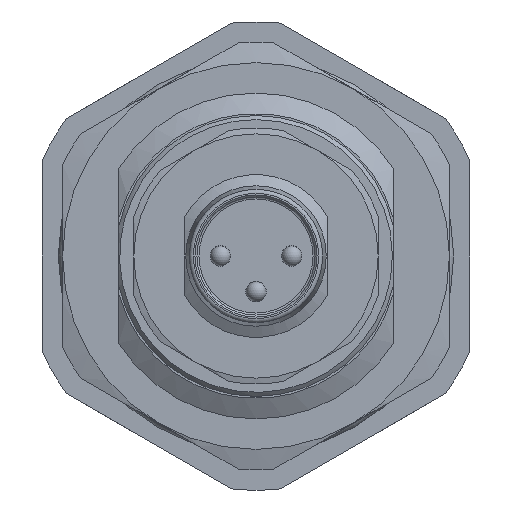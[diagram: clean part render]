
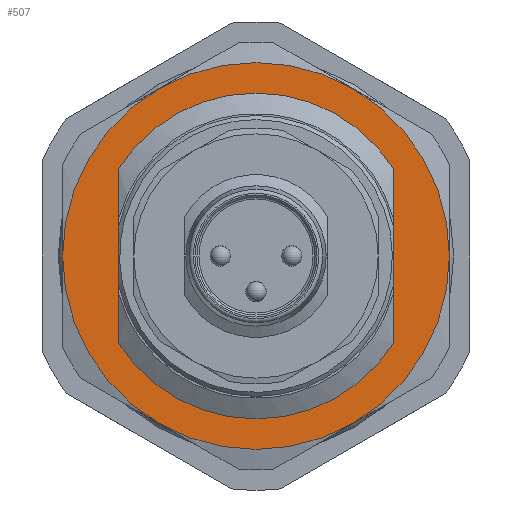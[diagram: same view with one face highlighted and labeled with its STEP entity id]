
A CAD part, left-side view. The second image highlights one B-rep face of the part: STEP entity #507.
In plain terms, the highlighted planar face has unit normal (-1, 0, 0).
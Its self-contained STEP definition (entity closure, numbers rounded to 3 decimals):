
#507=ADVANCED_FACE('',(#943,#944),#629,.T.);
#629=PLANE('',#2906);
#702=LINE('',#4866,#811);
#703=LINE('',#4871,#812);
#811=VECTOR('',#3462,1.);
#812=VECTOR('',#3465,1.);
#943=FACE_BOUND('',#1131,.T.);
#944=FACE_BOUND('',#1132,.T.);
#1131=EDGE_LOOP('',(#1618,#1619,#1620,#1621,#1622,#1623));
#1132=EDGE_LOOP('',(#1624,#1625,#1626,#1627));
#1618=ORIENTED_EDGE('',*,*,#2410,.T.);
#1619=ORIENTED_EDGE('',*,*,#2411,.T.);
#1620=ORIENTED_EDGE('',*,*,#2412,.T.);
#1621=ORIENTED_EDGE('',*,*,#2413,.T.);
#1622=ORIENTED_EDGE('',*,*,#2414,.T.);
#1623=ORIENTED_EDGE('',*,*,#2415,.T.);
#1624=ORIENTED_EDGE('',*,*,#2416,.F.);
#1625=ORIENTED_EDGE('',*,*,#2417,.T.);
#1626=ORIENTED_EDGE('',*,*,#2418,.F.);
#1627=ORIENTED_EDGE('',*,*,#2419,.T.);
#2103=VERTEX_POINT('',#4855);
#2104=VERTEX_POINT('',#4856);
#2105=VERTEX_POINT('',#4858);
#2106=VERTEX_POINT('',#4860);
#2107=VERTEX_POINT('',#4862);
#2108=VERTEX_POINT('',#4864);
#2109=VERTEX_POINT('',#4867);
#2110=VERTEX_POINT('',#4868);
#2111=VERTEX_POINT('',#4870);
#2112=VERTEX_POINT('',#4872);
#2410=EDGE_CURVE('',#2103,#2104,#2654,.T.);
#2411=EDGE_CURVE('',#2104,#2105,#2655,.T.);
#2412=EDGE_CURVE('',#2105,#2106,#2656,.T.);
#2413=EDGE_CURVE('',#2106,#2107,#2657,.T.);
#2414=EDGE_CURVE('',#2107,#2108,#2658,.T.);
#2415=EDGE_CURVE('',#2108,#2103,#2659,.T.);
#2416=EDGE_CURVE('',#2109,#2110,#702,.T.);
#2417=EDGE_CURVE('',#2109,#2111,#2660,.T.);
#2418=EDGE_CURVE('',#2112,#2111,#703,.T.);
#2419=EDGE_CURVE('',#2112,#2110,#2661,.T.);
#2654=CIRCLE('',#2898,9.5);
#2655=CIRCLE('',#2899,9.5);
#2656=CIRCLE('',#2900,9.5);
#2657=CIRCLE('',#2901,9.5);
#2658=CIRCLE('',#2902,9.5);
#2659=CIRCLE('',#2903,9.5);
#2660=CIRCLE('',#2904,8.);
#2661=CIRCLE('',#2905,8.);
#2898=AXIS2_PLACEMENT_3D('',#4854,#3450,#3451);
#2899=AXIS2_PLACEMENT_3D('',#4857,#3452,#3453);
#2900=AXIS2_PLACEMENT_3D('',#4859,#3454,#3455);
#2901=AXIS2_PLACEMENT_3D('',#4861,#3456,#3457);
#2902=AXIS2_PLACEMENT_3D('',#4863,#3458,#3459);
#2903=AXIS2_PLACEMENT_3D('',#4865,#3460,#3461);
#2904=AXIS2_PLACEMENT_3D('',#4869,#3463,#3464);
#2905=AXIS2_PLACEMENT_3D('',#4873,#3466,#3467);
#2906=AXIS2_PLACEMENT_3D('',#4874,#3468,#3469);
#3450=DIRECTION('',(-1.,0.,0.));
#3451=DIRECTION('',(0.,0.5,0.866));
#3452=DIRECTION('',(-1.,0.,0.));
#3453=DIRECTION('',(0.,0.5,0.866));
#3454=DIRECTION('',(-1.,0.,0.));
#3455=DIRECTION('',(0.,0.5,0.866));
#3456=DIRECTION('',(-1.,0.,0.));
#3457=DIRECTION('',(0.,0.5,0.866));
#3458=DIRECTION('',(-1.,0.,0.));
#3459=DIRECTION('',(0.,0.5,0.866));
#3460=DIRECTION('',(-1.,0.,0.));
#3461=DIRECTION('',(0.,0.5,0.866));
#3462=DIRECTION('',(0.,0.,1.));
#3463=DIRECTION('',(1.,0.,0.));
#3464=DIRECTION('',(0.,0.,1.));
#3465=DIRECTION('',(0.,0.,-1.));
#3466=DIRECTION('',(1.,0.,0.));
#3467=DIRECTION('',(0.,0.,1.));
#3468=DIRECTION('',(-1.,0.,0.));
#3469=DIRECTION('',(0.,0.5,0.866));
#4854=CARTESIAN_POINT('',(1.7,0.,0.));
#4855=CARTESIAN_POINT('',(1.7,-9.5,0.));
#4856=CARTESIAN_POINT('',(1.7,-4.75,8.227));
#4857=CARTESIAN_POINT('',(1.7,0.,0.));
#4858=CARTESIAN_POINT('',(1.7,4.75,8.227));
#4859=CARTESIAN_POINT('',(1.7,0.,0.));
#4860=CARTESIAN_POINT('',(1.7,9.5,0.));
#4861=CARTESIAN_POINT('',(1.7,0.,0.));
#4862=CARTESIAN_POINT('',(1.7,4.75,-8.227));
#4863=CARTESIAN_POINT('',(1.7,0.,0.));
#4864=CARTESIAN_POINT('',(1.7,-4.75,-8.227));
#4865=CARTESIAN_POINT('',(1.7,0.,0.));
#4866=CARTESIAN_POINT('',(1.7,-6.75,5.));
#4867=CARTESIAN_POINT('',(1.7,-6.75,-4.294));
#4868=CARTESIAN_POINT('',(1.7,-6.75,4.294));
#4869=CARTESIAN_POINT('',(1.7,0.,0.));
#4870=CARTESIAN_POINT('',(1.7,6.75,-4.294));
#4871=CARTESIAN_POINT('',(1.7,6.75,5.));
#4872=CARTESIAN_POINT('',(1.7,6.75,4.294));
#4873=CARTESIAN_POINT('',(1.7,0.,0.));
#4874=CARTESIAN_POINT('',(1.7,0.,0.));
